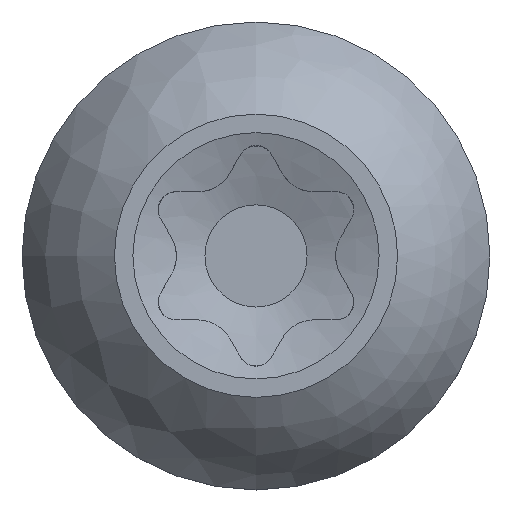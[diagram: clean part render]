
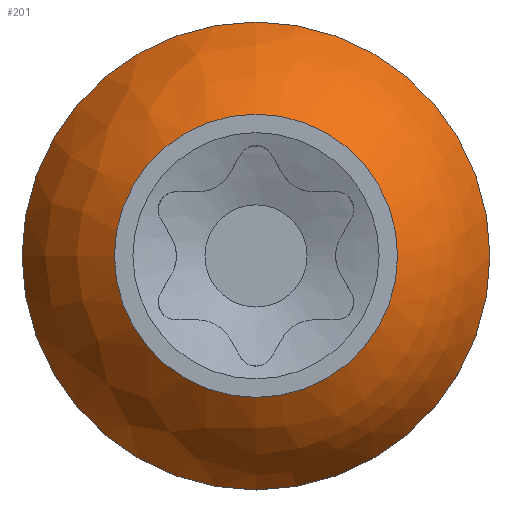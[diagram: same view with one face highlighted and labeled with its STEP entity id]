
A CAD part, top view. The second image highlights one B-rep face of the part: STEP entity #201.
In plain terms, the highlighted free-form (B-spline) face has degree [3, 3] with [4, 7] control points.
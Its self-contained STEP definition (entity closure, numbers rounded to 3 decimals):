
#201=ADVANCED_FACE('',(#256,#257),#258,.T.);
#256=FACE_OUTER_BOUND('',#356,.T.);
#257=FACE_OUTER_BOUND('',#357,.T.);
#258=(B_SPLINE_SURFACE(3,3,((#359,#360,#361,#362,#363,#364,#365),(#366,#367,#368,#369,#370,#371,#372),(#373,#374,#375,#376,#377,#378,#379),(#380,#381,#382,#383,#384,#385,#386)),.UNSPECIFIED.,.F.,.T.,.F.)B_SPLINE_SURFACE_WITH_KNOTS((4,4),(4,3,4),(0.0,6.283),(0.397,0.695,0.992),.UNSPECIFIED.)RATIONAL_B_SPLINE_SURFACE(((1.0,0.333,0.333,1.0,0.333,0.333,1.0),(0.971,0.324,0.324,0.971,0.324,0.324,0.971),(0.971,0.324,0.324,0.971,0.324,0.324,0.971),(1.0,0.333,0.333,1.0,0.333,0.333,1.0)))BOUNDED_SURFACE()REPRESENTATION_ITEM('')GEOMETRIC_REPRESENTATION_ITEM()SURFACE());
#356=EDGE_LOOP('',(#565));
#357=EDGE_LOOP('',(#566));
#359=CARTESIAN_POINT('',(0.0,-5.75,5.7));
#360=CARTESIAN_POINT('',(11.5,-5.75,5.7));
#361=CARTESIAN_POINT('',(11.5,5.75,5.7));
#362=CARTESIAN_POINT('',(0.0,5.75,5.7));
#363=CARTESIAN_POINT('',(-11.5,5.75,5.7));
#364=CARTESIAN_POINT('',(-11.5,-5.75,5.7));
#365=CARTESIAN_POINT('',(0.0,-5.75,5.7));
#366=CARTESIAN_POINT('',(0.0,-7.434,4.6));
#367=CARTESIAN_POINT('',(14.867,-7.434,4.6));
#368=CARTESIAN_POINT('',(14.867,7.434,4.6));
#369=CARTESIAN_POINT('',(0.0,7.434,4.6));
#370=CARTESIAN_POINT('',(-14.867,7.434,4.6));
#371=CARTESIAN_POINT('',(-14.867,-7.434,4.6));
#372=CARTESIAN_POINT('',(0.0,-7.434,4.6));
#373=CARTESIAN_POINT('',(0.0,-8.721,3.055));
#374=CARTESIAN_POINT('',(17.443,-8.721,3.055));
#375=CARTESIAN_POINT('',(17.443,8.721,3.055));
#376=CARTESIAN_POINT('',(0.0,8.721,3.055));
#377=CARTESIAN_POINT('',(-17.443,8.721,3.055));
#378=CARTESIAN_POINT('',(-17.443,-8.721,3.055));
#379=CARTESIAN_POINT('',(0.0,-8.721,3.055));
#380=CARTESIAN_POINT('',(0.0,-9.5,1.2));
#381=CARTESIAN_POINT('',(19.0,-9.5,1.2));
#382=CARTESIAN_POINT('',(19.0,9.5,1.2));
#383=CARTESIAN_POINT('',(0.0,9.5,1.2));
#384=CARTESIAN_POINT('',(-19.0,9.5,1.2));
#385=CARTESIAN_POINT('',(-19.0,-9.5,1.2));
#386=CARTESIAN_POINT('',(0.0,-9.5,1.2));
#565=ORIENTED_EDGE('',*,*,#877,.T.);
#566=ORIENTED_EDGE('',*,*,#878,.T.);
#877=EDGE_CURVE('',#1046,#1046,#1047,.F.);
#878=EDGE_CURVE('',#1048,#1048,#1049,.T.);
#1046=VERTEX_POINT('',#1492);
#1047=CIRCLE('',#1493,5.75);
#1048=VERTEX_POINT('',#1494);
#1049=CIRCLE('',#1495,9.5);
#1492=CARTESIAN_POINT('',(0.,-5.75,5.7));
#1493=AXIS2_PLACEMENT_3D('',#1595,#1596,#1597);
#1494=CARTESIAN_POINT('',(0.0,-9.5,1.2));
#1495=AXIS2_PLACEMENT_3D('',#1598,#1599,#1600);
#1595=CARTESIAN_POINT('',(0.0,0.,5.7));
#1596=DIRECTION('',(0.0,0.,1.0));
#1597=DIRECTION('',(0.0,-1.0,0.));
#1598=CARTESIAN_POINT('',(0.0,0.,1.2));
#1599=DIRECTION('',(0.,0.,1.0));
#1600=DIRECTION('',(0.0,-1.0,0.));
